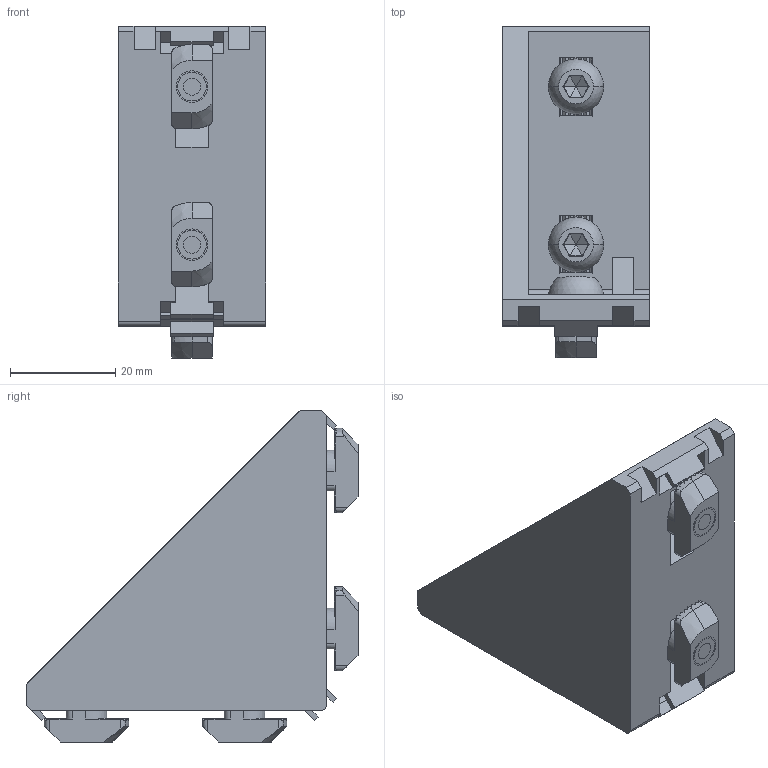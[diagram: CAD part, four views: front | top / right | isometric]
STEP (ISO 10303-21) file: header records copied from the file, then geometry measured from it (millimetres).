
FILE_DESCRIPTION((''),'2;1');
FILE_NAME('11109_KOTNIK_AL_30X60_KPL_ASM','2022-09-16T13:42:02',('PredragRovcanin'),('Audax d.o.o.'),'CREO PARAMETRIC BY PTC INC, 2020281','CREO PARAMETRIC BY PTC INC, 2020281','');
FILE_SCHEMA(('AUTOMOTIVE_DESIGN { 1 0 10303 214 1 1 1 1 }'));
Length unit declared in the file: millimetre
Products named in the file (4): 11109_KOTNIK_AL_30X60_U8; L-ISO7380-M6X12; MATICA_KLADIVASTA_M6_U8; 11109_KOTNIK_AL_30X60_KPL_ASM
Assembly tree (9 placements, depth 2):
  11109_KOTNIK_AL_30X60_KPL_ASM
    11109_KOTNIK_AL_30X60_U8
    L-ISO7380-M6X12  x4
    MATICA_KLADIVASTA_M6_U8  x4
Bounding box: 28 x 63 x 63 mm (x, y, z)
Volume: 26117.7 mm3; surface area: 15836.9 mm2
Topology: 9 solids, 17 shells, 450 faces, 1214 edges, 824 vertices
Faces by surface type: plane 318, cylinder 100, cone 16, torus 8, sphere 8
Entity records: 8501 total; most frequent: CARTESIAN_POINT 1216, ORIENTED_EDGE 948, DIRECTION 906, PRESENTATION_STYLE_ASSIGNMENT 515, STYLED_ITEM 514, CURVE_STYLE 509, EDGE_CURVE 478, VECTOR 380
